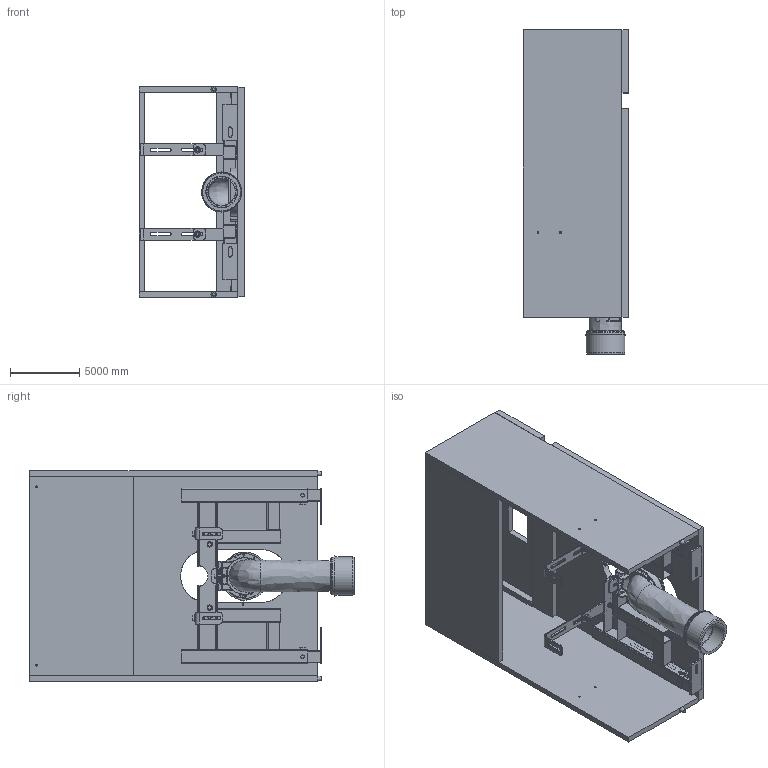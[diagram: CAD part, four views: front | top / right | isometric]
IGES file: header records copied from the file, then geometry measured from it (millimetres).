
Global section: file name: AW34-20201119; native system: AutoCAD 2015 - English; preprocessor: Autodesk Translation Framework DWG producer (atf_dwg_producer); organization: unknown; date: 20201119.114338; units: inch
Bounding box: 7670.8 x 23487.38 x 15240 mm (x, y, z)
Volume: 331595426983.4 mm3; surface area: 2267423688.7 mm2
Topology: 70 solids, 70 shells, 1085 faces, 2865 edges, 1918 vertices
Faces by surface type: bspline 1085
